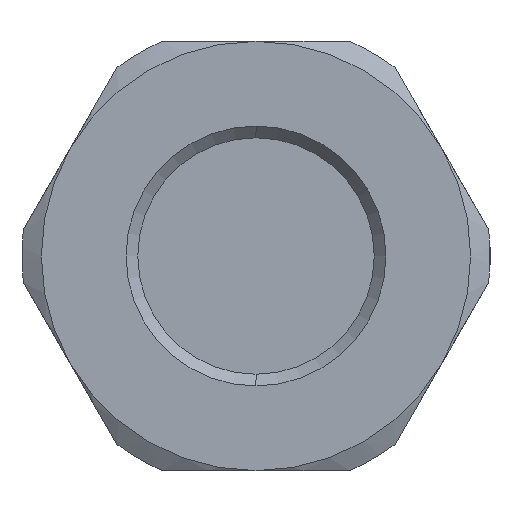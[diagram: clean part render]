
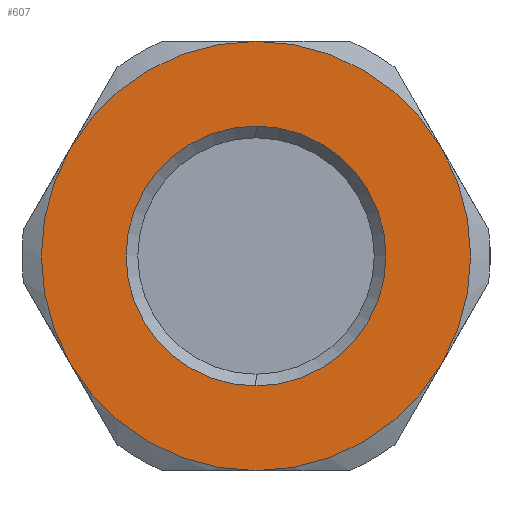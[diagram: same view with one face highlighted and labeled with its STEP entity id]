
A CAD part, left-side view. The second image highlights one B-rep face of the part: STEP entity #607.
In plain terms, the highlighted planar face has unit normal (-1, 0, 0).
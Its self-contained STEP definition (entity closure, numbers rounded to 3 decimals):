
#276 = ORIENTED_EDGE ( 'NONE', *, *, #364, .T. ) ;
#277 = ORIENTED_EDGE ( 'NONE', *, *, #822, .T. ) ;
#278 = ORIENTED_EDGE ( 'NONE', *, *, #821, .F. ) ;
#279 = ORIENTED_EDGE ( 'NONE', *, *, #820, .F. ) ;
#280 = ORIENTED_EDGE ( 'NONE', *, *, #819, .F. ) ;
#281 = ORIENTED_EDGE ( 'NONE', *, *, #818, .F. ) ;
#364 = EDGE_CURVE ( 'NONE', #4684, #4689, #1564, .T. ) ;
#387 = ORIENTED_EDGE ( 'NONE', *, *, #817, .F. ) ;
#388 = ORIENTED_EDGE ( 'NONE', *, *, #816, .F. ) ;
#607 = ADVANCED_FACE ( 'NONE', ( #2573, #2574 ), #2139, .T. ) ;
#816 = EDGE_CURVE ( 'NONE', #4620, #4693, #3010, .T. ) ;
#817 = EDGE_CURVE ( 'NONE', #4693, #4699, #3011, .T. ) ;
#818 = EDGE_CURVE ( 'NONE', #4699, #4514, #3012, .T. ) ;
#819 = EDGE_CURVE ( 'NONE', #4514, #4624, #3013, .T. ) ;
#820 = EDGE_CURVE ( 'NONE', #4624, #4621, #3014, .T. ) ;
#821 = EDGE_CURVE ( 'NONE', #4621, #4620, #3015, .T. ) ;
#822 = EDGE_CURVE ( 'NONE', #4689, #4684, #3016, .T. ) ;
#1026 = EDGE_LOOP ( 'NONE', ( #276, #277 ) ) ;
#1031 = EDGE_LOOP ( 'NONE', ( #278, #279, #280, #281, #387, #388 ) ) ;
#1564 = CIRCLE ( 'NONE', #1755, 16.65 ) ;
#1755 = AXIS2_PLACEMENT_3D ( 'NONE', #1908, #1909, #1910 ) ;
#1819 = AXIS2_PLACEMENT_3D ( 'NONE', #2140, #2141, #2142 ) ;
#1908 = CARTESIAN_POINT ( 'NONE',  ( -24., 0., 0. ) ) ;
#1909 = DIRECTION ( 'NONE',  ( 1., 0., 0. ) ) ;
#1910 = DIRECTION ( 'NONE',  ( 0., 0., -1. ) ) ;
#2139 = PLANE ( 'NONE',  #1819 ) ;
#2140 = CARTESIAN_POINT ( 'NONE',  ( -24., 27.5, 0. ) ) ;
#2141 = DIRECTION ( 'NONE',  ( -1., 0., 0. ) ) ;
#2142 = DIRECTION ( 'NONE',  ( 0., 0., 1. ) ) ;
#2573 = FACE_BOUND ( 'NONE', #1026, .T. ) ;
#2574 = FACE_OUTER_BOUND ( 'NONE', #1031, .T. ) ;
#2819 = AXIS2_PLACEMENT_3D ( 'NONE', #3459, #3460, #3461 ) ;
#2820 = AXIS2_PLACEMENT_3D ( 'NONE', #3462, #3463, #3464 ) ;
#2821 = AXIS2_PLACEMENT_3D ( 'NONE', #3465, #3466, #3467 ) ;
#2822 = AXIS2_PLACEMENT_3D ( 'NONE', #3468, #3469, #3470 ) ;
#2823 = AXIS2_PLACEMENT_3D ( 'NONE', #3471, #3472, #3473 ) ;
#2824 = AXIS2_PLACEMENT_3D ( 'NONE', #3474, #3475, #3476 ) ;
#2825 = AXIS2_PLACEMENT_3D ( 'NONE', #3477, #3478, #3479 ) ;
#3010 = CIRCLE ( 'NONE', #2819, 27.5 ) ;
#3011 = CIRCLE ( 'NONE', #2820, 27.5 ) ;
#3012 = CIRCLE ( 'NONE', #2821, 27.5 ) ;
#3013 = CIRCLE ( 'NONE', #2822, 27.5 ) ;
#3014 = CIRCLE ( 'NONE', #2823, 27.5 ) ;
#3015 = CIRCLE ( 'NONE', #2824, 27.5 ) ;
#3016 = CIRCLE ( 'NONE', #2825, 16.65 ) ;
#3459 = CARTESIAN_POINT ( 'NONE',  ( -24., 0., 0. ) ) ;
#3460 = DIRECTION ( 'NONE',  ( 1., 0., 0. ) ) ;
#3461 = DIRECTION ( 'NONE',  ( 0., 0., -1. ) ) ;
#3462 = CARTESIAN_POINT ( 'NONE',  ( -24., 0., 0. ) ) ;
#3463 = DIRECTION ( 'NONE',  ( 1., 0., 0. ) ) ;
#3464 = DIRECTION ( 'NONE',  ( 0., 0., -1. ) ) ;
#3465 = CARTESIAN_POINT ( 'NONE',  ( -24., 0., 0. ) ) ;
#3466 = DIRECTION ( 'NONE',  ( 1., 0., 0. ) ) ;
#3467 = DIRECTION ( 'NONE',  ( 0., 0., -1. ) ) ;
#3468 = CARTESIAN_POINT ( 'NONE',  ( -24., 0., 0. ) ) ;
#3469 = DIRECTION ( 'NONE',  ( 1., 0., 0. ) ) ;
#3470 = DIRECTION ( 'NONE',  ( 0., 0., -1. ) ) ;
#3471 = CARTESIAN_POINT ( 'NONE',  ( -24., 0., 0. ) ) ;
#3472 = DIRECTION ( 'NONE',  ( 1., 0., 0. ) ) ;
#3473 = DIRECTION ( 'NONE',  ( 0., 0., -1. ) ) ;
#3474 = CARTESIAN_POINT ( 'NONE',  ( -24., 0., 0. ) ) ;
#3475 = DIRECTION ( 'NONE',  ( 1., 0., 0. ) ) ;
#3476 = DIRECTION ( 'NONE',  ( 0., 0., -1. ) ) ;
#3477 = CARTESIAN_POINT ( 'NONE',  ( -24., 0., 0. ) ) ;
#3478 = DIRECTION ( 'NONE',  ( 1., 0., 0. ) ) ;
#3479 = DIRECTION ( 'NONE',  ( 0., 0., -1. ) ) ;
#4128 = CARTESIAN_POINT ( 'NONE',  ( -24., -23.816, 13.75 ) ) ;
#4234 = CARTESIAN_POINT ( 'NONE',  ( -24., 23.816, -13.75 ) ) ;
#4235 = CARTESIAN_POINT ( 'NONE',  ( -24., 0., -27.5 ) ) ;
#4238 = CARTESIAN_POINT ( 'NONE',  ( -24., -23.816, -13.75 ) ) ;
#4298 = CARTESIAN_POINT ( 'NONE',  ( -24., 0., 16.65 ) ) ;
#4303 = CARTESIAN_POINT ( 'NONE',  ( -24., 0., -16.65 ) ) ;
#4307 = CARTESIAN_POINT ( 'NONE',  ( -24., 23.816, 13.75 ) ) ;
#4313 = CARTESIAN_POINT ( 'NONE',  ( -24., 0., 27.5 ) ) ;
#4514 = VERTEX_POINT ( 'NONE', #4128 ) ;
#4620 = VERTEX_POINT ( 'NONE', #4234 ) ;
#4621 = VERTEX_POINT ( 'NONE', #4235 ) ;
#4624 = VERTEX_POINT ( 'NONE', #4238 ) ;
#4684 = VERTEX_POINT ( 'NONE', #4298 ) ;
#4689 = VERTEX_POINT ( 'NONE', #4303 ) ;
#4693 = VERTEX_POINT ( 'NONE', #4307 ) ;
#4699 = VERTEX_POINT ( 'NONE', #4313 ) ;
